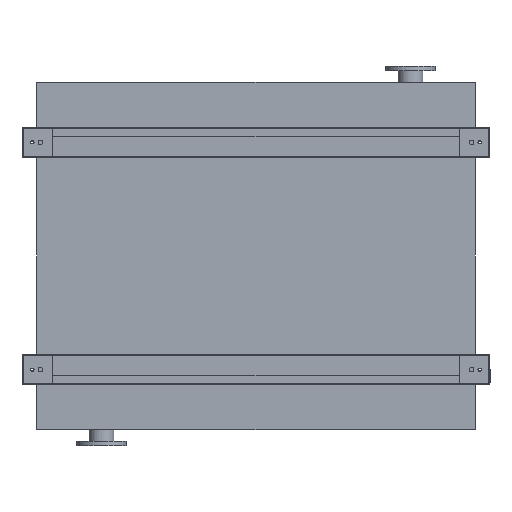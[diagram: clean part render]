
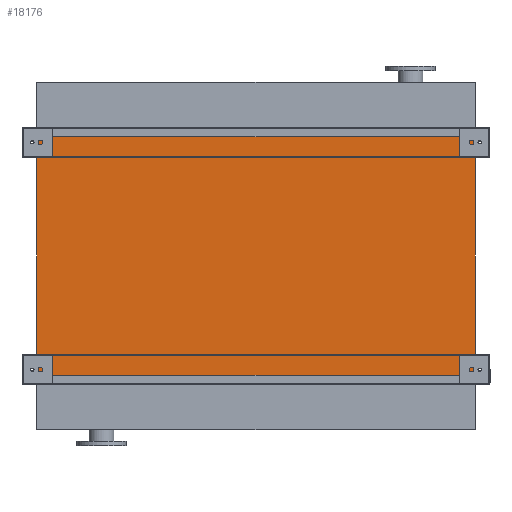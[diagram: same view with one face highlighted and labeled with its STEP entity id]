
A CAD part, front view. The second image highlights one B-rep face of the part: STEP entity #18176.
In plain terms, the highlighted planar face has unit normal (0, -1, 0).
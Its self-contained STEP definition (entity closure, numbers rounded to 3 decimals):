
#917 = CARTESIAN_POINT ( 'NONE',  ( 965., 0., -1050. ) ) ;
#2292 = DIRECTION ( 'NONE',  ( 0., 0., 1. ) ) ;
#2588 = DIRECTION ( 'NONE',  ( 0., 0., -1. ) ) ;
#2620 = VECTOR ( 'NONE', #17131, 1000. ) ;
#4918 = VERTEX_POINT ( 'NONE', #18842 ) ;
#6141 = ORIENTED_EDGE ( 'NONE', *, *, #11655, .T. ) ;
#6598 = CARTESIAN_POINT ( 'NONE',  ( -965., 0., -1050. ) ) ;
#6624 = DIRECTION ( 'NONE',  ( 1., 0., 0. ) ) ;
#7158 = VECTOR ( 'NONE', #2292, 1000. ) ;
#7975 = VERTEX_POINT ( 'NONE', #917 ) ;
#9109 = VECTOR ( 'NONE', #15711, 1000. ) ;
#9637 = CARTESIAN_POINT ( 'NONE',  ( -965., 0., -1050. ) ) ;
#9862 = EDGE_CURVE ( 'NONE', #16610, #17035, #13458, .T. ) ;
#10739 = CARTESIAN_POINT ( 'NONE',  ( -965., 0., 0. ) ) ;
#11195 = CARTESIAN_POINT ( 'NONE',  ( 965., 0., -1050. ) ) ;
#11655 = EDGE_CURVE ( 'NONE', #4918, #7975, #18487, .T. ) ;
#12047 = LINE ( 'NONE', #6598, #2620 ) ;
#12400 = ORIENTED_EDGE ( 'NONE', *, *, #12521, .T. ) ;
#12521 = EDGE_CURVE ( 'NONE', #7975, #17035, #15976, .T. ) ;
#12583 = AXIS2_PLACEMENT_3D ( 'NONE', #9637, #13189, #2588 ) ;
#13189 = DIRECTION ( 'NONE',  ( 0., -1., 0. ) ) ;
#13458 = LINE ( 'NONE', #17156, #18119 ) ;
#14289 = ORIENTED_EDGE ( 'NONE', *, *, #9862, .F. ) ;
#14910 = PLANE ( 'NONE',  #12583 ) ;
#15711 = DIRECTION ( 'NONE',  ( 1., 0., 0. ) ) ;
#15976 = LINE ( 'NONE', #11195, #7158 ) ;
#16054 = FACE_OUTER_BOUND ( 'NONE', #21164, .T. ) ;
#16610 = VERTEX_POINT ( 'NONE', #10739 ) ;
#17035 = VERTEX_POINT ( 'NONE', #18815 ) ;
#17131 = DIRECTION ( 'NONE',  ( 0., 0., 1. ) ) ;
#17156 = CARTESIAN_POINT ( 'NONE',  ( -965., 0., 0. ) ) ;
#17382 = CARTESIAN_POINT ( 'NONE',  ( -965., 0., -1050. ) ) ;
#18119 = VECTOR ( 'NONE', #6624, 1000. ) ;
#18176 = ADVANCED_FACE ( 'NONE', ( #16054 ), #14910, .T. ) ;
#18487 = LINE ( 'NONE', #17382, #9109 ) ;
#18815 = CARTESIAN_POINT ( 'NONE',  ( 965., 0., 0. ) ) ;
#18842 = CARTESIAN_POINT ( 'NONE',  ( -965., 0., -1050. ) ) ;
#20462 = ORIENTED_EDGE ( 'NONE', *, *, #22714, .F. ) ;
#21164 = EDGE_LOOP ( 'NONE', ( #14289, #20462, #6141, #12400 ) ) ;
#22714 = EDGE_CURVE ( 'NONE', #4918, #16610, #12047, .T. ) ;
